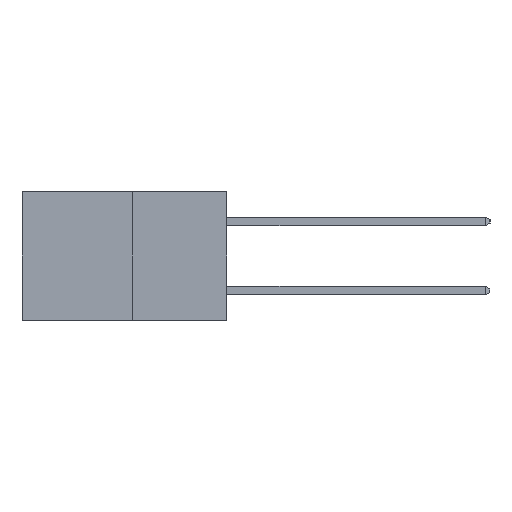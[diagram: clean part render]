
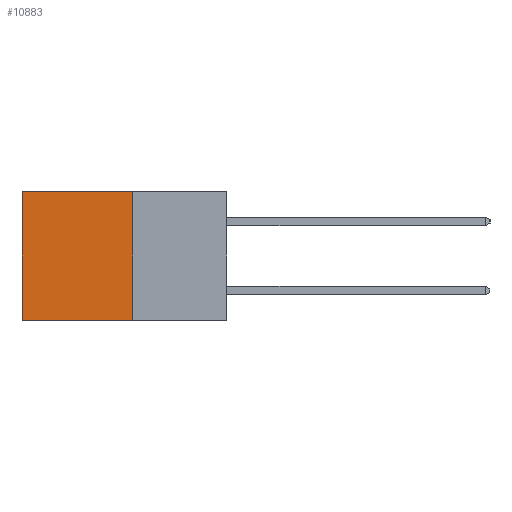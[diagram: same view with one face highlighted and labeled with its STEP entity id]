
A CAD part, left-side view. The second image highlights one B-rep face of the part: STEP entity #10883.
In plain terms, the highlighted planar face has unit normal (-1, 0, 0).
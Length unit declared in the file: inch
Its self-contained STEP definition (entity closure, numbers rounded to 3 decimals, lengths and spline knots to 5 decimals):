
#57 = PLANE ( 'NONE',  #4477 ) ;
#145 = LINE ( 'NONE', #4417, #10160 ) ;
#2623 = EDGE_CURVE ( 'NONE', #17209, #5397, #9962, .T. ) ;
#2865 = EDGE_CURVE ( 'NONE', #5397, #16916, #8065, .T. ) ;
#3289 = EDGE_CURVE ( 'NONE', #15410, #16916, #145, .T. ) ;
#3551 = DIRECTION ( 'NONE',  ( 0., 1., 0. ) ) ;
#4341 = CARTESIAN_POINT ( 'NONE',  ( 0.277, 0.27, -0.37 ) ) ;
#4417 = CARTESIAN_POINT ( 'NONE',  ( 0.277, 0.59, -0.37 ) ) ;
#4477 = AXIS2_PLACEMENT_3D ( 'NONE', #4341, #16327, #8324 ) ;
#4910 = ORIENTED_EDGE ( 'NONE', *, *, #13302, .T. ) ;
#5397 = VERTEX_POINT ( 'NONE', #8096 ) ;
#5414 = DIRECTION ( 'NONE',  ( 0., 0., -1. ) ) ;
#6048 = DIRECTION ( 'NONE',  ( 0., 0., -1. ) ) ;
#6318 = ORIENTED_EDGE ( 'NONE', *, *, #2865, .F. ) ;
#6612 = VECTOR ( 'NONE', #12997, 39.37008 ) ;
#6730 = ORIENTED_EDGE ( 'NONE', *, *, #3289, .T. ) ;
#7235 = CARTESIAN_POINT ( 'NONE',  ( 0.277, 0.59, -0.37 ) ) ;
#8065 = LINE ( 'NONE', #15187, #14793 ) ;
#8096 = CARTESIAN_POINT ( 'NONE',  ( 0.277, 0.27, -0.37 ) ) ;
#8324 = DIRECTION ( 'NONE',  ( 0., 0., -1. ) ) ;
#8947 = CARTESIAN_POINT ( 'NONE',  ( 0.277, 0.27, 0. ) ) ;
#9962 = LINE ( 'NONE', #15345, #12675 ) ;
#10160 = VECTOR ( 'NONE', #5414, 39.37008 ) ;
#10197 = LINE ( 'NONE', #8947, #6612 ) ;
#10734 = ORIENTED_EDGE ( 'NONE', *, *, #2623, .F. ) ;
#10883 = ADVANCED_FACE ( 'NONE', ( #14285 ), #57, .F. ) ;
#11758 = CARTESIAN_POINT ( 'NONE',  ( 0.277, 0.27, 0. ) ) ;
#12675 = VECTOR ( 'NONE', #6048, 39.37008 ) ;
#12997 = DIRECTION ( 'NONE',  ( 0., 1., 0. ) ) ;
#13302 = EDGE_CURVE ( 'NONE', #17209, #15410, #10197, .T. ) ;
#14285 = FACE_OUTER_BOUND ( 'NONE', #14721, .T. ) ;
#14721 = EDGE_LOOP ( 'NONE', ( #6730, #6318, #10734, #4910 ) ) ;
#14793 = VECTOR ( 'NONE', #3551, 39.37008 ) ;
#15187 = CARTESIAN_POINT ( 'NONE',  ( 0.277, 0.27, -0.37 ) ) ;
#15345 = CARTESIAN_POINT ( 'NONE',  ( 0.277, 0.27, -0.37 ) ) ;
#15410 = VERTEX_POINT ( 'NONE', #17180 ) ;
#16327 = DIRECTION ( 'NONE',  ( 1., 0., 0. ) ) ;
#16916 = VERTEX_POINT ( 'NONE', #7235 ) ;
#17180 = CARTESIAN_POINT ( 'NONE',  ( 0.277, 0.59, 0. ) ) ;
#17209 = VERTEX_POINT ( 'NONE', #11758 ) ;
